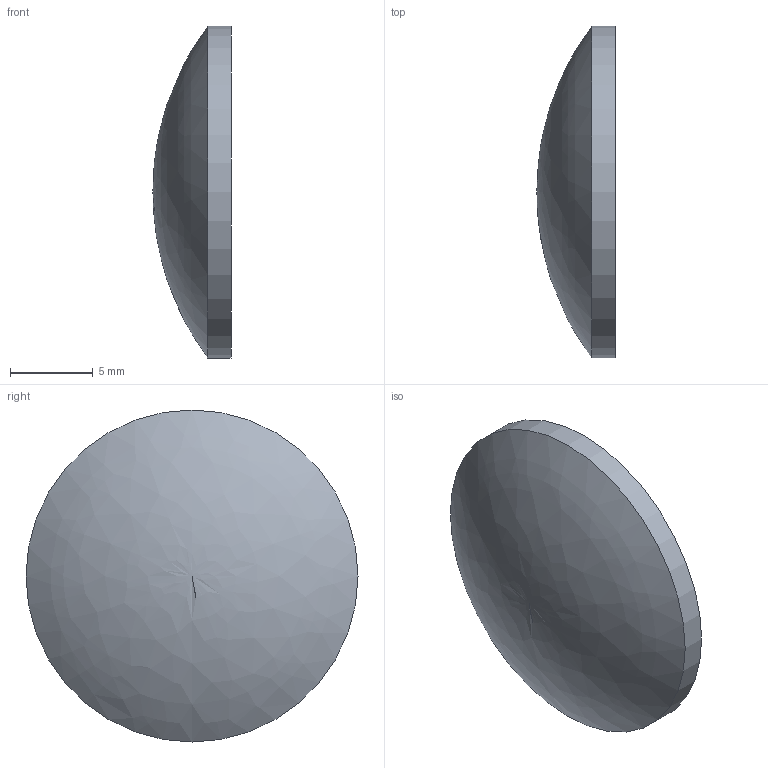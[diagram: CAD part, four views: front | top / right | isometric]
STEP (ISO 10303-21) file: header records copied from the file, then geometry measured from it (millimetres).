
FILE_DESCRIPTION(/* description */ (''),/* implementation_level */ '2;1');
FILE_NAME(/* name */ '00_CUBE_openSIM_Beamexpander_Lens_20mm_Edmundoptics.ipt.step',/* time_stamp */ '2022-11-29T07:39:11+01:00',/* author */ ('diederichbenedict'),/* organization */ (''),/* preprocessor_version */ 'ST-DEVELOPER v18.1',/* originating_system */ 'Autodesk Inventor 2022',/* authorisation */ '');
FILE_SCHEMA (('AUTOMOTIVE_DESIGN { 1 0 10303 214 3 1 1 }'));
Length unit declared in the file: inch
Products named in the file (1): 00_CUBE_openSIM_Beamexpander_Lens_20mm_Edmundoptics
Bounding box: 4.7 x 20 x 20 mm (x, y, z)
Volume: 980.7 mm3; surface area: 751.4 mm2
Topology: 1 solids, 1 shells, 3 faces, 5 edges, 3 vertices
Faces by surface type: plane 1, cylinder 1, bspline 1
Full cylindrical faces by diameter (mm): 20 x1
Entity records: 134 total; most frequent: CARTESIAN_POINT 37, DIRECTION 13, ORIENTED_EDGE 8, AXIS2_PLACEMENT_3D 6, EDGE_CURVE 4, FACE_OUTER_BOUND 3, EDGE_LOOP 3, CIRCLE 3
